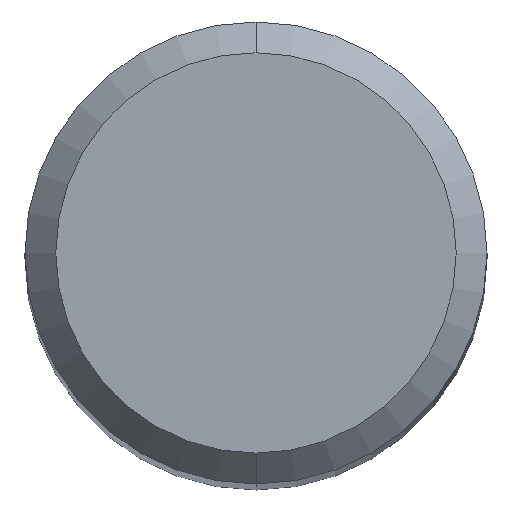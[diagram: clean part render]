
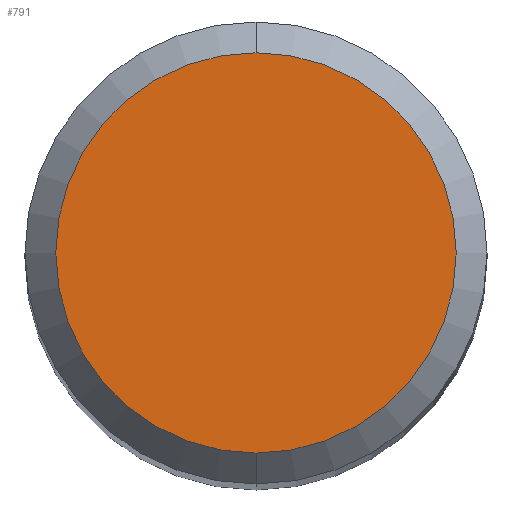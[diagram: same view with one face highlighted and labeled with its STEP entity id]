
A CAD part, top view. The second image highlights one B-rep face of the part: STEP entity #791.
In plain terms, the highlighted planar face has unit normal (0, 0, 1).
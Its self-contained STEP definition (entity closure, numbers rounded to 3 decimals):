
#461=VERTEX_POINT('',#1175);
#607=EDGE_CURVE('',#461,#1049,#1334,.T.);
#791=ADVANCED_FACE('',(#1535),#1536,.T.);
#915=EDGE_CURVE('',#1049,#461,#1675,.T.);
#1049=VERTEX_POINT('',#1817);
#1175=CARTESIAN_POINT('',(0.,-2.6,0.0));
#1334=CIRCLE('',#3948,2.6);
#1535=FACE_OUTER_BOUND('',#5232,.T.);
#1536=PLANE('',#5233);
#1675=CIRCLE('',#6228,2.6);
#1817=CARTESIAN_POINT('',(0.0,2.6,0.0));
#3948=AXIS2_PLACEMENT_3D('',#6906,#6907,#6908);
#5232=EDGE_LOOP('',(#7135,#7136));
#5233=AXIS2_PLACEMENT_3D('',#7137,#7138,#7139);
#6228=AXIS2_PLACEMENT_3D('',#7318,#7319,#7320);
#6906=CARTESIAN_POINT('',(0.0,0.0,0.0));
#6907=DIRECTION('',(0.0,0.0,-1.0));
#6908=DIRECTION('',(0.0,1.0,0.0));
#7135=ORIENTED_EDGE('',*,*,#915,.F.);
#7136=ORIENTED_EDGE('',*,*,#607,.F.);
#7137=CARTESIAN_POINT('',(0.0,1.3,0.0));
#7138=DIRECTION('',(-0.0,0.0,1.0));
#7139=DIRECTION('',(0.0,-1.0,0.0));
#7318=CARTESIAN_POINT('',(0.0,0.0,0.0));
#7319=DIRECTION('',(0.0,0.0,-1.0));
#7320=DIRECTION('',(0.0,1.0,0.0));
